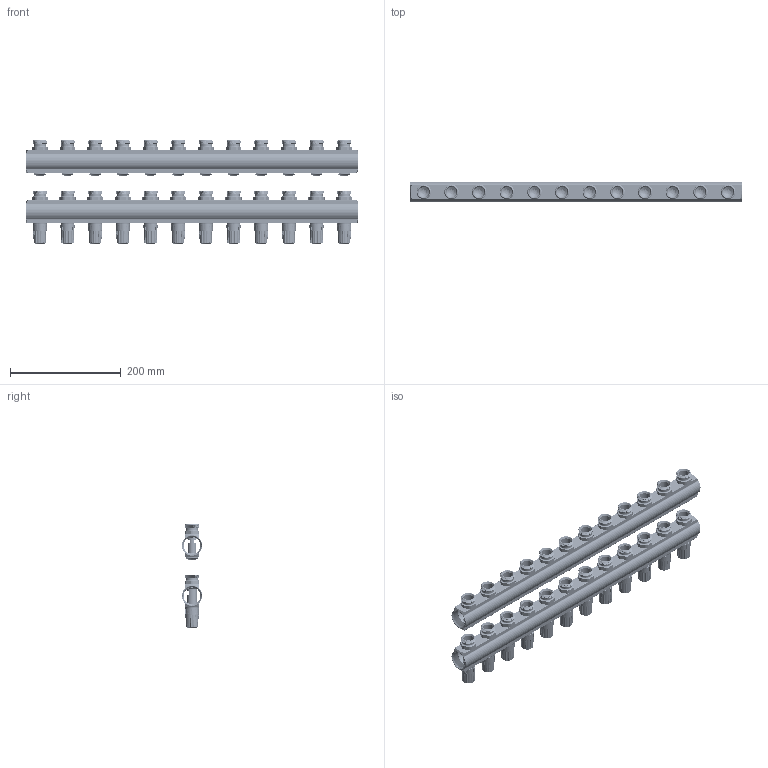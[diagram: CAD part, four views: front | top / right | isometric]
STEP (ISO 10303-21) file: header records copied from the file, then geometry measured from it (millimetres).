
FILE_DESCRIPTION((''),'2;1');
FILE_NAME('088U0512_ASM','2023-05-16T13:33:27',('U258971'),(''),'CREO PARAMETRIC BY PTC INC, 2020342','CREO PARAMETRIC BY PTC INC, 2020342','');
FILE_SCHEMA(('CONFIG_CONTROL_DESIGN'));
Length unit declared in the file: millimetre
Products named in the file (13): 088U7307_12LOOPS_18; 088U7304_15; 088U7310_ASM_11_ASM; 088U7308_12LOOPS_19; 013G1380_AF0_11; 013G0295___AF0_ASM_11_ASM; 013G0200__AF0_ASM_11_ASM; 013G0376-FOR-MANIFOLD_ASM_11_ASM; 088U7312_13; 013G0951_11; 088U0593-MANIFOLD_11; 088U7301_ASM_3_ASM; 088U0512_ASM
Assembly tree (67 placements, depth 4):
  088U0512_ASM
    088U7301_ASM_3_ASM
      088U7307_12LOOPS_18
      088U7310_ASM_11_ASM  x12
        088U7304_15
      088U7308_12LOOPS_19
      013G0376-FOR-MANIFOLD_ASM_11_ASM  x12
        013G1380_AF0_11
        013G0295___AF0_ASM_11_ASM
        013G0200__AF0_ASM_11_ASM
      088U7312_13  x12
      013G0951_11  x12
      088U0593-MANIFOLD_11  x12
Bounding box: 600 x 36.55 x 186.3 mm (x, y, z)
Volume: 787210.2 mm3; surface area: 671935.7 mm2
Topology: 62 solids, 164 shells, 14820 faces, 43081 edges, 28633 vertices
Faces by surface type: plane 4924, cylinder 4472, bspline 2604, cone 1432, torus 824, extrusion 348, sphere 216
Entity records: 141596 total; most frequent: CARTESIAN_POINT 79871, ORIENTED_EDGE 14998, DIRECTION 9618, EDGE_CURVE 7599, VERTEX_POINT 5115, AXIS2_PLACEMENT_3D 3849, B_SPLINE_CURVE_WITH_KNOTS 3812, EDGE_LOOP 2700
